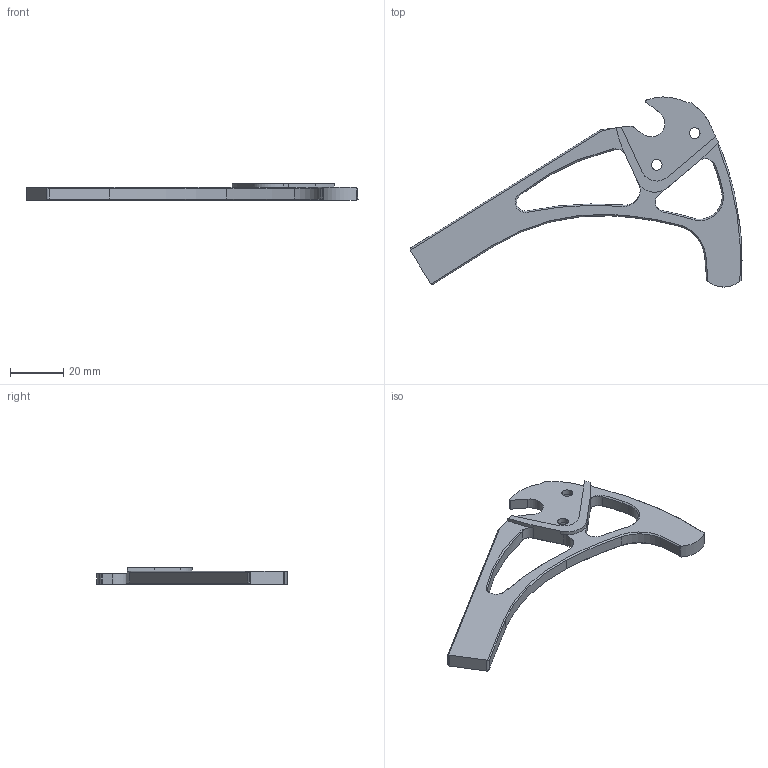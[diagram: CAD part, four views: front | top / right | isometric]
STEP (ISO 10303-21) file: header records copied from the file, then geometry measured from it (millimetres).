
FILE_DESCRIPTION (( 'STEP AP214' ), '1' );
FILE_NAME ('DR2035R.STEP', '2016-10-13T23:23:56', ( '' ), ( '' ), 'SwSTEP 2.0', 'SolidWorks 2016', '' );
FILE_SCHEMA (( 'AUTOMOTIVE_DESIGN' ));
Length unit declared in the file: inch
Products named in the file (1): DR2035R
Bounding box: 124.24 x 71.17 x 6.35 mm (x, y, z)
Volume: 12416.8 mm3; surface area: 7898.5 mm2
Topology: 1 solids, 1 shells, 103 faces, 273 edges, 170 vertices
Faces by surface type: cylinder 39, cone 37, plane 25, bspline 2
Entity records: 3356 total; most frequent: CARTESIAN_POINT 728, DIRECTION 559, ORIENTED_EDGE 546, EDGE_CURVE 273, AXIS2_PLACEMENT_3D 213, VERTEX_POINT 170, VECTOR 133, LINE 133
